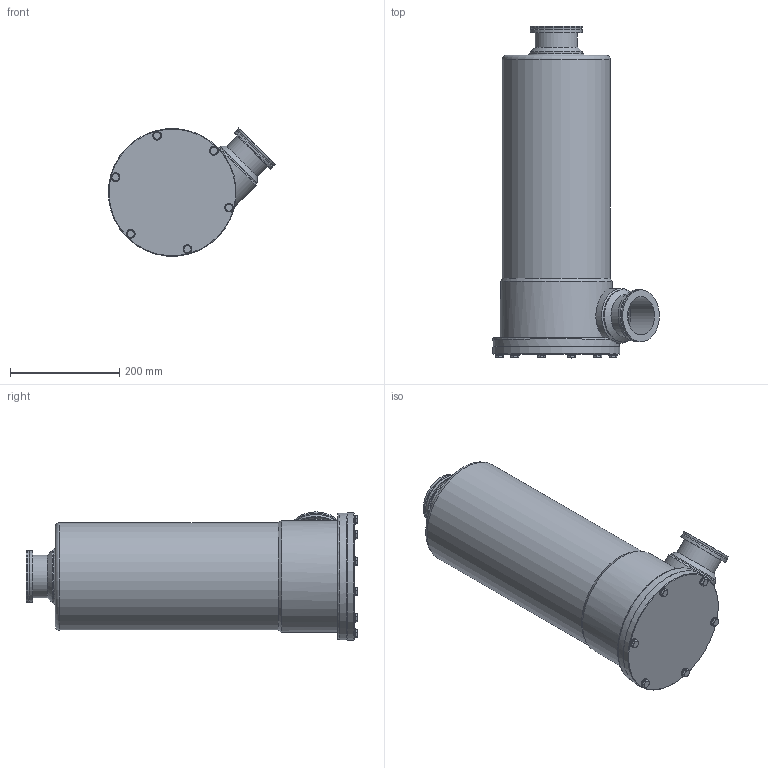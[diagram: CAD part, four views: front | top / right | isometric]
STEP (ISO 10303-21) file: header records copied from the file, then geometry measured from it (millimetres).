
FILE_DESCRIPTION((''),'2;1');
FILE_NAME('PK940039.stp','2007-10-23T09:59:54',('saenger-s'),(''),'Autodesk Inventor 11','Autodesk Inventor 11','');
FILE_SCHEMA(('AUTOMOTIVE_DESIGN { 1 0 10303 214 1 1 1 1 }'));
Length unit declared in the file: millimetre
Products named in the file (1): PK940039
Bounding box: 305.35 x 607.4 x 234.64 mm (x, y, z)
Volume: 17591694.3 mm3; surface area: 551250.8 mm2
Topology: 1 solids, 12 shells, 361 faces, 824 edges, 535 vertices
Faces by surface type: plane 153, bspline 105, cone 53, cylinder 48, torus 2
Full cylindrical faces by diameter (mm): 6 x1, 8 x6, 8.4 x6, 11.63 x6, 16 x6, 70 x2, 72 x1, 78 x2, 80 x2, 91 x2, 95 x6, 100 x2, 135 x1, 198 x1, 205 x1, 232 x1, 234 x1
Entity records: 10642 total; most frequent: CARTESIAN_POINT 3737, ORIENTED_EDGE 1410, DIRECTION 1154, EDGE_CURVE 705, EDGE_LOOP 515, VERTEX_POINT 504, AXIS2_PLACEMENT_3D 433, FACE_OUTER_BOUND 361
